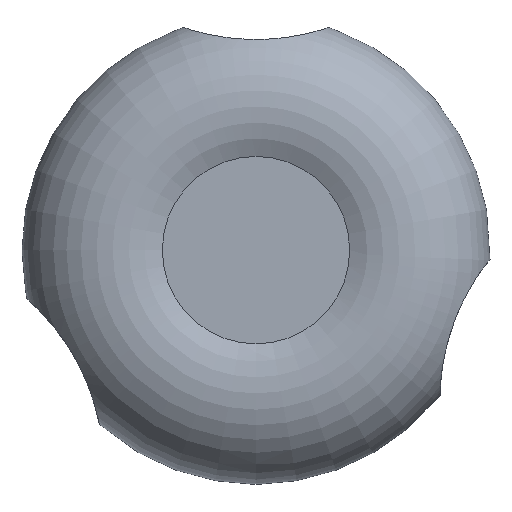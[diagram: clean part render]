
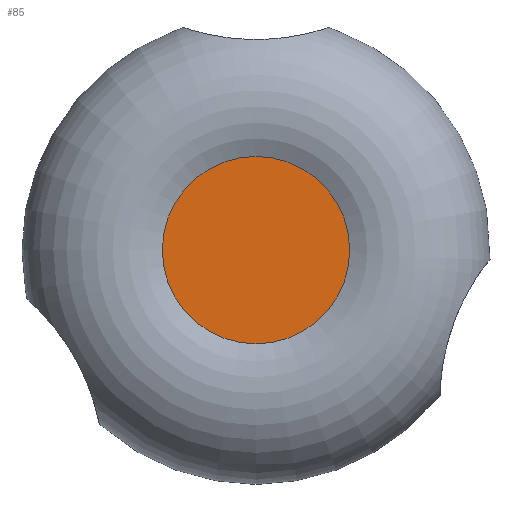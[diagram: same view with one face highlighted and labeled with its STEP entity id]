
A CAD part, top view. The second image highlights one B-rep face of the part: STEP entity #85.
In plain terms, the highlighted planar face has unit normal (0, 0, 1).
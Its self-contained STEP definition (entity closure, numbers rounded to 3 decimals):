
#85 = ADVANCED_FACE( '', ( #199 ), #200, .F. );
#199 = FACE_OUTER_BOUND( '', #353, .T. );
#200 = PLANE( '', #354 );
#353 = EDGE_LOOP( '', ( #534 ) );
#354 = AXIS2_PLACEMENT_3D( '', #535, #536, #537 );
#534 = ORIENTED_EDGE( '', *, *, #857, .T. );
#535 = CARTESIAN_POINT( '', ( 0., 10., 31.66 ) );
#536 = DIRECTION( '', ( 0., 0., -1. ) );
#537 = DIRECTION( '', ( 0., 1., 0. ) );
#857 = EDGE_CURVE( '', #1015, #1015, #1016, .T. );
#1015 = VERTEX_POINT( '', #1584 );
#1016 = CIRCLE( '', #1585, 10. );
#1584 = CARTESIAN_POINT( '', ( 0., -10., 31.66 ) );
#1585 = AXIS2_PLACEMENT_3D( '', #2021, #2022, #2023 );
#2021 = CARTESIAN_POINT( '', ( 0., 0., 31.66 ) );
#2022 = DIRECTION( '', ( 0., 0., 1. ) );
#2023 = DIRECTION( '', ( 0., -1., 0. ) );
